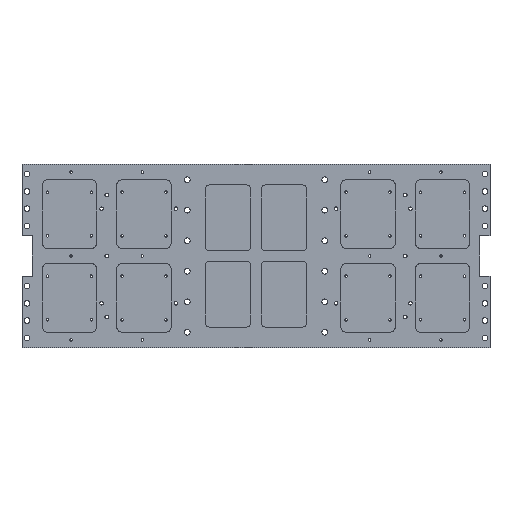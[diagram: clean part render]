
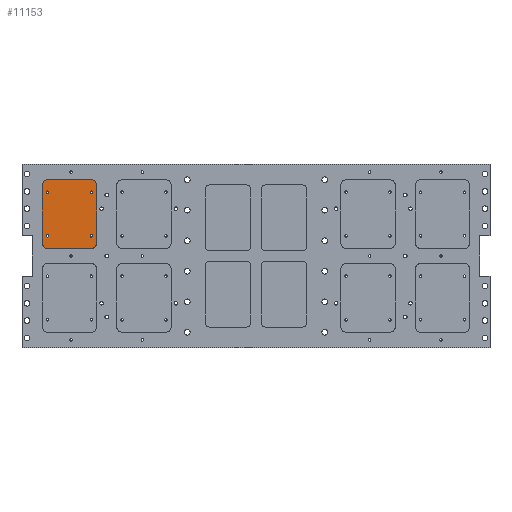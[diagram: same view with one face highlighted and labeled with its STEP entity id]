
A CAD part, front view. The second image highlights one B-rep face of the part: STEP entity #11153.
In plain terms, the highlighted planar face has unit normal (0, -1, 0).
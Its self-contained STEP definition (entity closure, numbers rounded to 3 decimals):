
#50 = CARTESIAN_POINT ( 'NONE',  ( -161.75, 1., 12.5 ) ) ;
#126 = ORIENTED_EDGE ( 'NONE', *, *, #12261, .F. ) ;
#204 = CARTESIAN_POINT ( 'NONE',  ( -205., 1., 12.5 ) ) ;
#278 = EDGE_CURVE ( 'NONE', #11643, #11466, #1525, .T. ) ;
#335 = VERTEX_POINT ( 'NONE', #13430 ) ;
#491 = DIRECTION ( 'NONE',  ( 0., 0., -1. ) ) ;
#514 = VERTEX_POINT ( 'NONE', #3813 ) ;
#782 = CARTESIAN_POINT ( 'NONE',  ( 0., 1., 0. ) ) ;
#1010 = ORIENTED_EDGE ( 'NONE', *, *, #5450, .F. ) ;
#1184 = CARTESIAN_POINT ( 'NONE',  ( -161.875, 1., 62.75 ) ) ;
#1190 = EDGE_LOOP ( 'NONE', ( #9835, #3257 ) ) ;
#1282 = DIRECTION ( 'NONE',  ( 0., 0., -1. ) ) ;
#1457 = DIRECTION ( 'NONE',  ( 0., 0., -1. ) ) ;
#1458 = EDGE_LOOP ( 'NONE', ( #12657, #1010 ) ) ;
#1460 = CARTESIAN_POINT ( 'NONE',  ( 0., 1., 75. ) ) ;
#1499 = DIRECTION ( 'NONE',  ( 0., -1., 0. ) ) ;
#1525 = CIRCLE ( 'NONE', #9953, 1.2 ) ;
#1592 = DIRECTION ( 'NONE',  ( 0., -1., 0. ) ) ;
#1782 = AXIS2_PLACEMENT_3D ( 'NONE', #13335, #7770, #7689 ) ;
#1886 = EDGE_CURVE ( 'NONE', #14374, #12477, #3647, .T. ) ;
#1980 = FACE_BOUND ( 'NONE', #8109, .T. ) ;
#2374 = DIRECTION ( 'NONE',  ( 0., 0., -1. ) ) ;
#2425 = EDGE_CURVE ( 'NONE', #3782, #6699, #4760, .T. ) ;
#2603 = LINE ( 'NONE', #1460, #14489 ) ;
#2895 = CARTESIAN_POINT ( 'NONE',  ( -161.875, 1., 19.75 ) ) ;
#3038 = FACE_BOUND ( 'NONE', #9265, .T. ) ;
#3257 = ORIENTED_EDGE ( 'NONE', *, *, #5532, .F. ) ;
#3447 = AXIS2_PLACEMENT_3D ( 'NONE', #2895, #4094, #7479 ) ;
#3509 = AXIS2_PLACEMENT_3D ( 'NONE', #782, #7686, #4317 ) ;
#3647 = CIRCLE ( 'NONE', #5846, 1.2 ) ;
#3782 = VERTEX_POINT ( 'NONE', #11509 ) ;
#3813 = CARTESIAN_POINT ( 'NONE',  ( -161.875, 1., 61.55 ) ) ;
#3925 = AXIS2_PLACEMENT_3D ( 'NONE', #5951, #1592, #11886 ) ;
#4094 = DIRECTION ( 'NONE',  ( 0., -1., 0. ) ) ;
#4317 = DIRECTION ( 'NONE',  ( 0., 0., -1. ) ) ;
#4352 = CARTESIAN_POINT ( 'NONE',  ( -205., 1., 7.5 ) ) ;
#4448 = CARTESIAN_POINT ( 'NONE',  ( -204.875, 1., 20.95 ) ) ;
#4450 = VERTEX_POINT ( 'NONE', #6378 ) ;
#4760 = CIRCLE ( 'NONE', #8591, 1.2 ) ;
#4944 = CARTESIAN_POINT ( 'NONE',  ( -204.875, 1., 62.75 ) ) ;
#4988 = AXIS2_PLACEMENT_3D ( 'NONE', #13150, #5038, #6388 ) ;
#4999 = DIRECTION ( 'NONE',  ( 0., 0., 1. ) ) ;
#5038 = DIRECTION ( 'NONE',  ( 0., -1., 0. ) ) ;
#5062 = ORIENTED_EDGE ( 'NONE', *, *, #11958, .F. ) ;
#5195 = AXIS2_PLACEMENT_3D ( 'NONE', #204, #6046, #1457 ) ;
#5305 = EDGE_CURVE ( 'NONE', #335, #10053, #14175, .T. ) ;
#5320 = EDGE_CURVE ( 'NONE', #4450, #7077, #2603, .T. ) ;
#5450 = EDGE_CURVE ( 'NONE', #12477, #14374, #12564, .T. ) ;
#5532 = EDGE_CURVE ( 'NONE', #6699, #3782, #6805, .T. ) ;
#5756 = EDGE_LOOP ( 'NONE', ( #6612, #13110, #5907, #12955, #13023, #8969, #7376, #13652 ) ) ;
#5846 = AXIS2_PLACEMENT_3D ( 'NONE', #4944, #10495, #2374 ) ;
#5907 = ORIENTED_EDGE ( 'NONE', *, *, #7050, .T. ) ;
#5951 = CARTESIAN_POINT ( 'NONE',  ( -205., 1., 70. ) ) ;
#6046 = DIRECTION ( 'NONE',  ( 0., -1., 0. ) ) ;
#6086 = VECTOR ( 'NONE', #12819, 1000. ) ;
#6131 = DIRECTION ( 'NONE',  ( -1., 0., 0. ) ) ;
#6189 = LINE ( 'NONE', #7093, #10159 ) ;
#6359 = VERTEX_POINT ( 'NONE', #12444 ) ;
#6378 = CARTESIAN_POINT ( 'NONE',  ( -161.75, 1., 75. ) ) ;
#6388 = DIRECTION ( 'NONE',  ( 0., 0., -1. ) ) ;
#6435 = EDGE_CURVE ( 'NONE', #6359, #6698, #7275, .T. ) ;
#6612 = ORIENTED_EDGE ( 'NONE', *, *, #8106, .F. ) ;
#6662 = EDGE_CURVE ( 'NONE', #514, #11712, #9193, .T. ) ;
#6698 = VERTEX_POINT ( 'NONE', #11075 ) ;
#6699 = VERTEX_POINT ( 'NONE', #9798 ) ;
#6711 = CARTESIAN_POINT ( 'NONE',  ( -210., 1., 70. ) ) ;
#6805 = CIRCLE ( 'NONE', #3447, 1.2 ) ;
#6899 = AXIS2_PLACEMENT_3D ( 'NONE', #1184, #10787, #491 ) ;
#7050 = EDGE_CURVE ( 'NONE', #6698, #9626, #6189, .T. ) ;
#7077 = VERTEX_POINT ( 'NONE', #10700 ) ;
#7093 = CARTESIAN_POINT ( 'NONE',  ( -156.75, 1., 0. ) ) ;
#7177 = CARTESIAN_POINT ( 'NONE',  ( -161.875, 1., 62.75 ) ) ;
#7275 = CIRCLE ( 'NONE', #10634, 5. ) ;
#7376 = ORIENTED_EDGE ( 'NONE', *, *, #5305, .F. ) ;
#7479 = DIRECTION ( 'NONE',  ( 0., 0., -1. ) ) ;
#7686 = DIRECTION ( 'NONE',  ( 0., -1., 0. ) ) ;
#7689 = DIRECTION ( 'NONE',  ( 0., 0., -1. ) ) ;
#7770 = DIRECTION ( 'NONE',  ( 0., -1., 0. ) ) ;
#7908 = CARTESIAN_POINT ( 'NONE',  ( -204.875, 1., 63.95 ) ) ;
#8106 = EDGE_CURVE ( 'NONE', #6359, #12159, #10319, .T. ) ;
#8109 = EDGE_LOOP ( 'NONE', ( #14142, #126 ) ) ;
#8231 = CARTESIAN_POINT ( 'NONE',  ( -210., 1., 0. ) ) ;
#8458 = ORIENTED_EDGE ( 'NONE', *, *, #278, .F. ) ;
#8591 = AXIS2_PLACEMENT_3D ( 'NONE', #10002, #13845, #10298 ) ;
#8667 = EDGE_CURVE ( 'NONE', #7077, #10053, #11125, .T. ) ;
#8949 = VECTOR ( 'NONE', #12726, 1000. ) ;
#8969 = ORIENTED_EDGE ( 'NONE', *, *, #8667, .T. ) ;
#9193 = CIRCLE ( 'NONE', #11832, 1.2 ) ;
#9265 = EDGE_LOOP ( 'NONE', ( #5062, #8458 ) ) ;
#9626 = VERTEX_POINT ( 'NONE', #14699 ) ;
#9798 = CARTESIAN_POINT ( 'NONE',  ( -161.875, 1., 20.95 ) ) ;
#9835 = ORIENTED_EDGE ( 'NONE', *, *, #2425, .F. ) ;
#9953 = AXIS2_PLACEMENT_3D ( 'NONE', #14640, #13286, #11101 ) ;
#10002 = CARTESIAN_POINT ( 'NONE',  ( -161.875, 1., 19.75 ) ) ;
#10053 = VERTEX_POINT ( 'NONE', #6711 ) ;
#10159 = VECTOR ( 'NONE', #4999, 1000. ) ;
#10188 = DIRECTION ( 'NONE',  ( 0., -1., 0. ) ) ;
#10292 = CARTESIAN_POINT ( 'NONE',  ( -161.875, 1., 63.95 ) ) ;
#10298 = DIRECTION ( 'NONE',  ( 0., 0., -1. ) ) ;
#10319 = LINE ( 'NONE', #11384, #8949 ) ;
#10495 = DIRECTION ( 'NONE',  ( 0., -1., 0. ) ) ;
#10523 = CARTESIAN_POINT ( 'NONE',  ( -204.875, 1., 61.55 ) ) ;
#10525 = CARTESIAN_POINT ( 'NONE',  ( -161.75, 1., 70. ) ) ;
#10634 = AXIS2_PLACEMENT_3D ( 'NONE', #50, #10188, #13953 ) ;
#10692 = CARTESIAN_POINT ( 'NONE',  ( -204.875, 1., 18.55 ) ) ;
#10700 = CARTESIAN_POINT ( 'NONE',  ( -205., 1., 75. ) ) ;
#10787 = DIRECTION ( 'NONE',  ( 0., -1., 0. ) ) ;
#10930 = DIRECTION ( 'NONE',  ( 0., -1., 0. ) ) ;
#11034 = EDGE_CURVE ( 'NONE', #335, #12159, #11185, .T. ) ;
#11075 = CARTESIAN_POINT ( 'NONE',  ( -156.75, 1., 12.5 ) ) ;
#11101 = DIRECTION ( 'NONE',  ( 0., 0., -1. ) ) ;
#11125 = CIRCLE ( 'NONE', #3925, 5. ) ;
#11153 = ADVANCED_FACE ( 'NONE', ( #13402, #3038, #14540, #1980, #14612 ), #12204, .T. ) ;
#11185 = CIRCLE ( 'NONE', #5195, 5. ) ;
#11220 = CIRCLE ( 'NONE', #4988, 1.2 ) ;
#11384 = CARTESIAN_POINT ( 'NONE',  ( 0., 1., 7.5 ) ) ;
#11466 = VERTEX_POINT ( 'NONE', #10692 ) ;
#11509 = CARTESIAN_POINT ( 'NONE',  ( -161.875, 1., 18.55 ) ) ;
#11643 = VERTEX_POINT ( 'NONE', #4448 ) ;
#11712 = VERTEX_POINT ( 'NONE', #10292 ) ;
#11789 = CIRCLE ( 'NONE', #12268, 5. ) ;
#11832 = AXIS2_PLACEMENT_3D ( 'NONE', #7177, #10930, #14473 ) ;
#11886 = DIRECTION ( 'NONE',  ( 0., 0., -1. ) ) ;
#11958 = EDGE_CURVE ( 'NONE', #11466, #11643, #11220, .T. ) ;
#12159 = VERTEX_POINT ( 'NONE', #4352 ) ;
#12204 = PLANE ( 'NONE',  #3509 ) ;
#12261 = EDGE_CURVE ( 'NONE', #11712, #514, #13386, .T. ) ;
#12268 = AXIS2_PLACEMENT_3D ( 'NONE', #10525, #1499, #1282 ) ;
#12444 = CARTESIAN_POINT ( 'NONE',  ( -161.75, 1., 7.5 ) ) ;
#12477 = VERTEX_POINT ( 'NONE', #7908 ) ;
#12564 = CIRCLE ( 'NONE', #1782, 1.2 ) ;
#12657 = ORIENTED_EDGE ( 'NONE', *, *, #1886, .F. ) ;
#12726 = DIRECTION ( 'NONE',  ( -1., 0., 0. ) ) ;
#12819 = DIRECTION ( 'NONE',  ( 0., 0., 1. ) ) ;
#12955 = ORIENTED_EDGE ( 'NONE', *, *, #13169, .T. ) ;
#13023 = ORIENTED_EDGE ( 'NONE', *, *, #5320, .T. ) ;
#13110 = ORIENTED_EDGE ( 'NONE', *, *, #6435, .T. ) ;
#13150 = CARTESIAN_POINT ( 'NONE',  ( -204.875, 1., 19.75 ) ) ;
#13169 = EDGE_CURVE ( 'NONE', #9626, #4450, #11789, .T. ) ;
#13286 = DIRECTION ( 'NONE',  ( 0., -1., 0. ) ) ;
#13335 = CARTESIAN_POINT ( 'NONE',  ( -204.875, 1., 62.75 ) ) ;
#13386 = CIRCLE ( 'NONE', #6899, 1.2 ) ;
#13402 = FACE_BOUND ( 'NONE', #1190, .T. ) ;
#13430 = CARTESIAN_POINT ( 'NONE',  ( -210., 1., 12.5 ) ) ;
#13652 = ORIENTED_EDGE ( 'NONE', *, *, #11034, .T. ) ;
#13845 = DIRECTION ( 'NONE',  ( 0., -1., 0. ) ) ;
#13953 = DIRECTION ( 'NONE',  ( 0., 0., -1. ) ) ;
#14142 = ORIENTED_EDGE ( 'NONE', *, *, #6662, .F. ) ;
#14175 = LINE ( 'NONE', #8231, #6086 ) ;
#14374 = VERTEX_POINT ( 'NONE', #10523 ) ;
#14473 = DIRECTION ( 'NONE',  ( 0., 0., -1. ) ) ;
#14489 = VECTOR ( 'NONE', #6131, 1000. ) ;
#14540 = FACE_BOUND ( 'NONE', #1458, .T. ) ;
#14612 = FACE_OUTER_BOUND ( 'NONE', #5756, .T. ) ;
#14640 = CARTESIAN_POINT ( 'NONE',  ( -204.875, 1., 19.75 ) ) ;
#14699 = CARTESIAN_POINT ( 'NONE',  ( -156.75, 1., 70. ) ) ;
